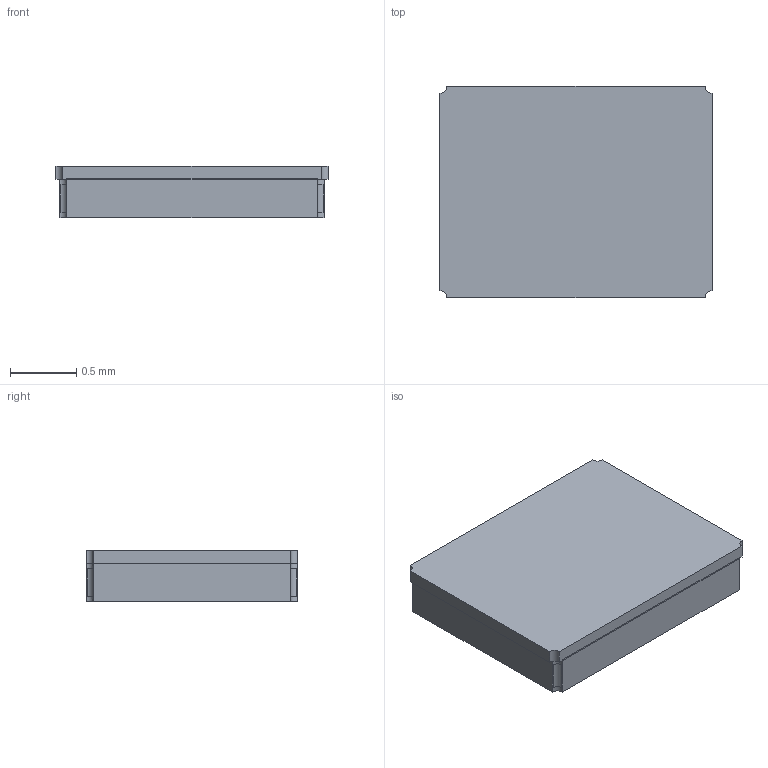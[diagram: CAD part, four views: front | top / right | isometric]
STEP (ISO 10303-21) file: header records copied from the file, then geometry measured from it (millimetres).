
FILE_DESCRIPTION(/* description */ ('model of Oscillator_SMD_2016-4Pin_2.0x1.6mm'),/* implementation_level */ '2;1');
FILE_NAME(/* name */ 'Oscillator_SMD_2016-4Pin_2.0x1.6mm.step',/* time_stamp */ '2021-04-29T22:47:58',/* author */ ('kicad StepUp','ksu'),/* organization */ ('FreeCAD'),/* preprocessor_version */ 'OCC',/* originating_system */ 'kicad StepUp',/* authorisation */ '');
FILE_SCHEMA(('AUTOMOTIVE_DESIGN { 1 0 10303 214 1 1 1 1 }'));
Length unit declared in the file: millimetre
Products named in the file (1): Oscillator_SMD_2016_4Pin_20x16mm
Bounding box: 2.06 x 1.6 x 0.39 mm (x, y, z)
Volume: 1.3 mm3; surface area: 9.4 mm2
Topology: 1 solids, 1 shells, 30 faces, 88 edges, 68 vertices
Faces by surface type: plane 18, cylinder 12
Entity records: 2259 total; most frequent: CARTESIAN_POINT 511, DIRECTION 282, ORIENTED_EDGE 176, PCURVE 176, DEFINITIONAL_REPRESENTATION 176, LINE 172, VECTOR 172, EDGE_CURVE 88
